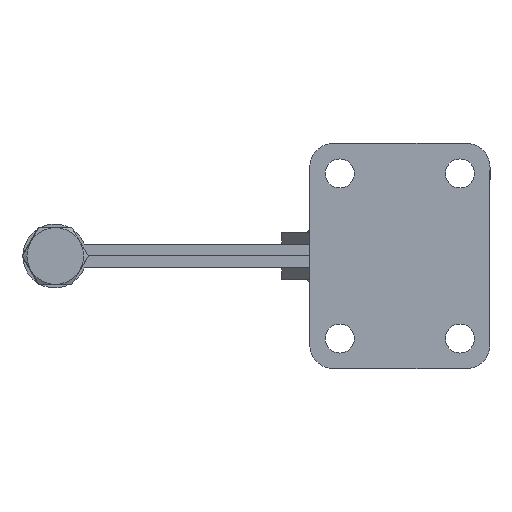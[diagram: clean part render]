
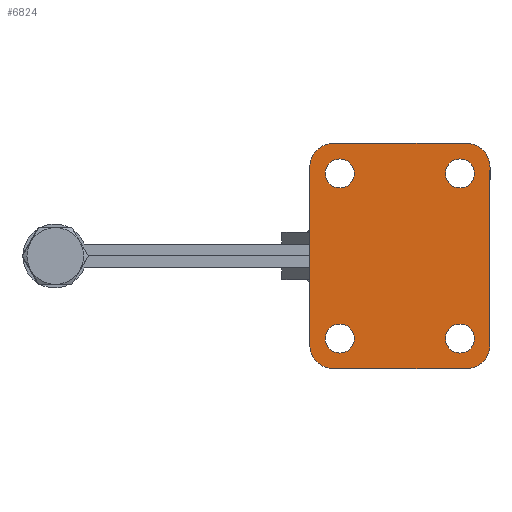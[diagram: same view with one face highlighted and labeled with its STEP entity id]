
A CAD part, front view. The second image highlights one B-rep face of the part: STEP entity #6824.
In plain terms, the highlighted planar face has unit normal (0, -1, 0).
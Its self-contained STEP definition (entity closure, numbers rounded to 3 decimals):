
#96 = AXIS2_PLACEMENT_3D ( 'NONE', #4509, #11741, #5539 ) ;
#116 = ORIENTED_EDGE ( 'NONE', *, *, #5081, .F. ) ;
#173 = FACE_BOUND ( 'NONE', #11936, .T. ) ;
#213 = DIRECTION ( 'NONE',  ( 1., 0., 0. ) ) ;
#260 = AXIS2_PLACEMENT_3D ( 'NONE', #3092, #12218, #498 ) ;
#345 = DIRECTION ( 'NONE',  ( -1., 0., 0. ) ) ;
#350 = EDGE_LOOP ( 'NONE', ( #5501, #11653 ) ) ;
#405 = AXIS2_PLACEMENT_3D ( 'NONE', #13423, #12839, #13322 ) ;
#489 = AXIS2_PLACEMENT_3D ( 'NONE', #4317, #12558, #13421 ) ;
#498 = DIRECTION ( 'NONE',  ( 1., 0., 0. ) ) ;
#617 = AXIS2_PLACEMENT_3D ( 'NONE', #5236, #7182, #3195 ) ;
#647 = CARTESIAN_POINT ( 'NONE',  ( -76.2, -3., 32.6 ) ) ;
#718 = CIRCLE ( 'NONE', #12202, 10. ) ;
#734 = CARTESIAN_POINT ( 'NONE',  ( -69.65, -3., 29.9 ) ) ;
#780 = EDGE_CURVE ( 'NONE', #4285, #7101, #4440, .T. ) ;
#825 = CARTESIAN_POINT ( 'NONE',  ( 0., -3., -42.6 ) ) ;
#855 = DIRECTION ( 'NONE',  ( 1., 0., 0. ) ) ;
#909 = EDGE_CURVE ( 'NONE', #5273, #1724, #8626, .T. ) ;
#915 = CARTESIAN_POINT ( 'NONE',  ( -63.5, -3., -39.9 ) ) ;
#948 = EDGE_CURVE ( 'NONE', #5406, #1172, #5254, .T. ) ;
#1041 = CARTESIAN_POINT ( 'NONE',  ( -57.35, -3., 29.9 ) ) ;
#1122 = ORIENTED_EDGE ( 'NONE', *, *, #12154, .F. ) ;
#1131 = CARTESIAN_POINT ( 'NONE',  ( -57.35, -3., -39.9 ) ) ;
#1172 = VERTEX_POINT ( 'NONE', #2714 ) ;
#1302 = DIRECTION ( 'NONE',  ( 1., 0., 0. ) ) ;
#1580 = DIRECTION ( 'NONE',  ( 0., 1., 0. ) ) ;
#1724 = VERTEX_POINT ( 'NONE', #4404 ) ;
#1775 = CIRCLE ( 'NONE', #5676, 6.15 ) ;
#1828 = EDGE_CURVE ( 'NONE', #11201, #5406, #7975, .T. ) ;
#1908 = AXIS2_PLACEMENT_3D ( 'NONE', #5872, #13079, #855 ) ;
#1932 = EDGE_CURVE ( 'NONE', #10424, #12706, #10517, .T. ) ;
#2465 = EDGE_CURVE ( 'NONE', #5498, #2828, #1775, .T. ) ;
#2521 = DIRECTION ( 'NONE',  ( 0., 0., -1. ) ) ;
#2624 = CARTESIAN_POINT ( 'NONE',  ( -63.5, -3., 29.9 ) ) ;
#2714 = CARTESIAN_POINT ( 'NONE',  ( 0., -3., 32.6 ) ) ;
#2804 = DIRECTION ( 'NONE',  ( 0., 0., 1. ) ) ;
#2828 = VERTEX_POINT ( 'NONE', #734 ) ;
#2933 = FACE_BOUND ( 'NONE', #350, .T. ) ;
#3092 = CARTESIAN_POINT ( 'NONE',  ( -10., -3., 32.6 ) ) ;
#3175 = CARTESIAN_POINT ( 'NONE',  ( -18.85, -3., -39.9 ) ) ;
#3195 = DIRECTION ( 'NONE',  ( -1., 0., 0. ) ) ;
#3262 = FACE_BOUND ( 'NONE', #4973, .T. ) ;
#3282 = DIRECTION ( 'NONE',  ( 1., 0., 0. ) ) ;
#3317 = EDGE_LOOP ( 'NONE', ( #3989, #1122, #116, #12024, #10411, #5614, #10072, #10827 ) ) ;
#3989 = ORIENTED_EDGE ( 'NONE', *, *, #5765, .F. ) ;
#4158 = DIRECTION ( 'NONE',  ( 1., 0., 0. ) ) ;
#4285 = VERTEX_POINT ( 'NONE', #9641 ) ;
#4317 = CARTESIAN_POINT ( 'NONE',  ( -66.2, -3., 32.6 ) ) ;
#4397 = EDGE_CURVE ( 'NONE', #1172, #11187, #9474, .T. ) ;
#4404 = CARTESIAN_POINT ( 'NONE',  ( -69.65, -3., -39.9 ) ) ;
#4440 = CIRCLE ( 'NONE', #1908, 6.15 ) ;
#4465 = CARTESIAN_POINT ( 'NONE',  ( -66.2, -3., -52.6 ) ) ;
#4509 = CARTESIAN_POINT ( 'NONE',  ( -12.7, -3., -39.9 ) ) ;
#4589 = AXIS2_PLACEMENT_3D ( 'NONE', #4799, #11532, #7933 ) ;
#4596 = VERTEX_POINT ( 'NONE', #647 ) ;
#4726 = ORIENTED_EDGE ( 'NONE', *, *, #9851, .T. ) ;
#4754 = CARTESIAN_POINT ( 'NONE',  ( -66.2, -3., 42.6 ) ) ;
#4799 = CARTESIAN_POINT ( 'NONE',  ( -63.5, -3., 29.9 ) ) ;
#4828 = VECTOR ( 'NONE', #2804, 1000. ) ;
#4973 = EDGE_LOOP ( 'NONE', ( #4726, #7848 ) ) ;
#5010 = EDGE_CURVE ( 'NONE', #2828, #5498, #5120, .T. ) ;
#5081 = EDGE_CURVE ( 'NONE', #5808, #5960, #718, .T. ) ;
#5120 = CIRCLE ( 'NONE', #4589, 6.15 ) ;
#5236 = CARTESIAN_POINT ( 'NONE',  ( -12.7, -3., 29.9 ) ) ;
#5254 = CIRCLE ( 'NONE', #260, 10. ) ;
#5256 = CARTESIAN_POINT ( 'NONE',  ( 0., -3., 32.6 ) ) ;
#5259 = CIRCLE ( 'NONE', #6920, 10. ) ;
#5273 = VERTEX_POINT ( 'NONE', #1131 ) ;
#5406 = VERTEX_POINT ( 'NONE', #5906 ) ;
#5498 = VERTEX_POINT ( 'NONE', #1041 ) ;
#5501 = ORIENTED_EDGE ( 'NONE', *, *, #5010, .T. ) ;
#5539 = DIRECTION ( 'NONE',  ( 1., 0., 0. ) ) ;
#5553 = DIRECTION ( 'NONE',  ( 0., 1., 0. ) ) ;
#5614 = ORIENTED_EDGE ( 'NONE', *, *, #4397, .F. ) ;
#5674 = CARTESIAN_POINT ( 'NONE',  ( -66.2, -3., -42.6 ) ) ;
#5676 = AXIS2_PLACEMENT_3D ( 'NONE', #2624, #1580, #11330 ) ;
#5765 = EDGE_CURVE ( 'NONE', #4596, #11201, #5259, .T. ) ;
#5808 = VERTEX_POINT ( 'NONE', #4465 ) ;
#5827 = DIRECTION ( 'NONE',  ( 1., 0., 0. ) ) ;
#5872 = CARTESIAN_POINT ( 'NONE',  ( -12.7, -3., -39.9 ) ) ;
#5906 = CARTESIAN_POINT ( 'NONE',  ( -10., -3., 42.6 ) ) ;
#5960 = VERTEX_POINT ( 'NONE', #10660 ) ;
#6069 = CARTESIAN_POINT ( 'NONE',  ( -66.2, -3., 42.6 ) ) ;
#6164 = ORIENTED_EDGE ( 'NONE', *, *, #7516, .T. ) ;
#6354 = LINE ( 'NONE', #12749, #8744 ) ;
#6454 = DIRECTION ( 'NONE',  ( 0., 1., 0. ) ) ;
#6637 = DIRECTION ( 'NONE',  ( 0., 1., 0. ) ) ;
#6669 = EDGE_CURVE ( 'NONE', #1724, #5273, #8938, .T. ) ;
#6756 = CARTESIAN_POINT ( 'NONE',  ( -6.55, -3., 29.9 ) ) ;
#6824 = ADVANCED_FACE ( 'NONE', ( #173, #11173, #3262, #2933, #10831 ), #12634, .F. ) ;
#6842 = CARTESIAN_POINT ( 'NONE',  ( -66.2, -3., 32.6 ) ) ;
#6920 = AXIS2_PLACEMENT_3D ( 'NONE', #6842, #11118, #9994 ) ;
#7001 = VECTOR ( 'NONE', #1302, 1000. ) ;
#7101 = VERTEX_POINT ( 'NONE', #3175 ) ;
#7182 = DIRECTION ( 'NONE',  ( 0., 1., 0. ) ) ;
#7516 = EDGE_CURVE ( 'NONE', #12706, #10424, #8426, .T. ) ;
#7848 = ORIENTED_EDGE ( 'NONE', *, *, #780, .T. ) ;
#7886 = VERTEX_POINT ( 'NONE', #13047 ) ;
#7933 = DIRECTION ( 'NONE',  ( -1., 0., 0. ) ) ;
#7975 = LINE ( 'NONE', #4754, #7001 ) ;
#8231 = CIRCLE ( 'NONE', #11408, 10. ) ;
#8426 = CIRCLE ( 'NONE', #405, 6.15 ) ;
#8439 = EDGE_LOOP ( 'NONE', ( #12551, #8989 ) ) ;
#8626 = CIRCLE ( 'NONE', #10218, 6.15 ) ;
#8744 = VECTOR ( 'NONE', #345, 1000. ) ;
#8938 = CIRCLE ( 'NONE', #11420, 6.15 ) ;
#8989 = ORIENTED_EDGE ( 'NONE', *, *, #909, .T. ) ;
#9013 = CARTESIAN_POINT ( 'NONE',  ( -76.2, -3., -42.6 ) ) ;
#9474 = LINE ( 'NONE', #5256, #11910 ) ;
#9641 = CARTESIAN_POINT ( 'NONE',  ( -6.55, -3., -39.9 ) ) ;
#9851 = EDGE_CURVE ( 'NONE', #7101, #4285, #10344, .T. ) ;
#9994 = DIRECTION ( 'NONE',  ( 1., 0., 0. ) ) ;
#10072 = ORIENTED_EDGE ( 'NONE', *, *, #948, .F. ) ;
#10133 = EDGE_CURVE ( 'NONE', #7886, #5808, #6354, .T. ) ;
#10218 = AXIS2_PLACEMENT_3D ( 'NONE', #915, #5553, #3282 ) ;
#10344 = CIRCLE ( 'NONE', #96, 6.15 ) ;
#10411 = ORIENTED_EDGE ( 'NONE', *, *, #12487, .F. ) ;
#10424 = VERTEX_POINT ( 'NONE', #11255 ) ;
#10470 = CARTESIAN_POINT ( 'NONE',  ( -63.5, -3., -39.9 ) ) ;
#10517 = CIRCLE ( 'NONE', #617, 6.15 ) ;
#10573 = DIRECTION ( 'NONE',  ( 0., 1., 0. ) ) ;
#10660 = CARTESIAN_POINT ( 'NONE',  ( -76.2, -3., -42.6 ) ) ;
#10827 = ORIENTED_EDGE ( 'NONE', *, *, #1828, .F. ) ;
#10831 = FACE_OUTER_BOUND ( 'NONE', #3317, .T. ) ;
#11068 = ORIENTED_EDGE ( 'NONE', *, *, #1932, .T. ) ;
#11118 = DIRECTION ( 'NONE',  ( 0., 1., 0. ) ) ;
#11173 = FACE_BOUND ( 'NONE', #8439, .T. ) ;
#11187 = VERTEX_POINT ( 'NONE', #825 ) ;
#11201 = VERTEX_POINT ( 'NONE', #6069 ) ;
#11255 = CARTESIAN_POINT ( 'NONE',  ( -18.85, -3., 29.9 ) ) ;
#11330 = DIRECTION ( 'NONE',  ( -1., 0., 0. ) ) ;
#11408 = AXIS2_PLACEMENT_3D ( 'NONE', #12615, #6454, #213 ) ;
#11420 = AXIS2_PLACEMENT_3D ( 'NONE', #10470, #10573, #4158 ) ;
#11532 = DIRECTION ( 'NONE',  ( 0., 1., 0. ) ) ;
#11653 = ORIENTED_EDGE ( 'NONE', *, *, #2465, .T. ) ;
#11741 = DIRECTION ( 'NONE',  ( 0., 1., 0. ) ) ;
#11910 = VECTOR ( 'NONE', #2521, 1000. ) ;
#11936 = EDGE_LOOP ( 'NONE', ( #11068, #6164 ) ) ;
#12024 = ORIENTED_EDGE ( 'NONE', *, *, #10133, .F. ) ;
#12154 = EDGE_CURVE ( 'NONE', #5960, #4596, #12748, .T. ) ;
#12202 = AXIS2_PLACEMENT_3D ( 'NONE', #5674, #6637, #5827 ) ;
#12218 = DIRECTION ( 'NONE',  ( 0., 1., 0. ) ) ;
#12487 = EDGE_CURVE ( 'NONE', #11187, #7886, #8231, .T. ) ;
#12551 = ORIENTED_EDGE ( 'NONE', *, *, #6669, .T. ) ;
#12558 = DIRECTION ( 'NONE',  ( 0., 1., 0. ) ) ;
#12615 = CARTESIAN_POINT ( 'NONE',  ( -10., -3., -42.6 ) ) ;
#12634 = PLANE ( 'NONE',  #489 ) ;
#12706 = VERTEX_POINT ( 'NONE', #6756 ) ;
#12748 = LINE ( 'NONE', #9013, #4828 ) ;
#12749 = CARTESIAN_POINT ( 'NONE',  ( -10., -3., -52.6 ) ) ;
#12839 = DIRECTION ( 'NONE',  ( 0., 1., 0. ) ) ;
#13047 = CARTESIAN_POINT ( 'NONE',  ( -10., -3., -52.6 ) ) ;
#13079 = DIRECTION ( 'NONE',  ( 0., 1., 0. ) ) ;
#13322 = DIRECTION ( 'NONE',  ( -1., 0., 0. ) ) ;
#13421 = DIRECTION ( 'NONE',  ( 1., 0., 0. ) ) ;
#13423 = CARTESIAN_POINT ( 'NONE',  ( -12.7, -3., 29.9 ) ) ;
